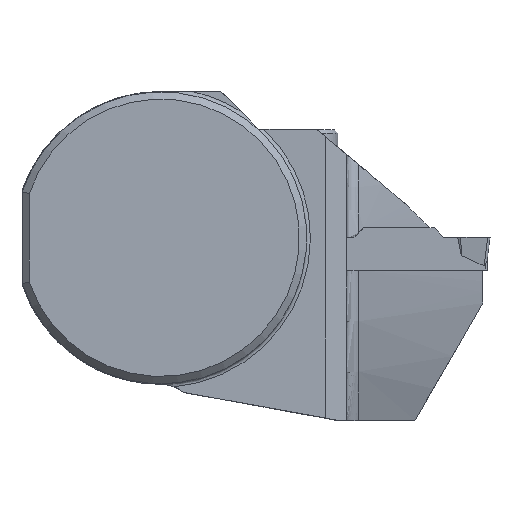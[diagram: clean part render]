
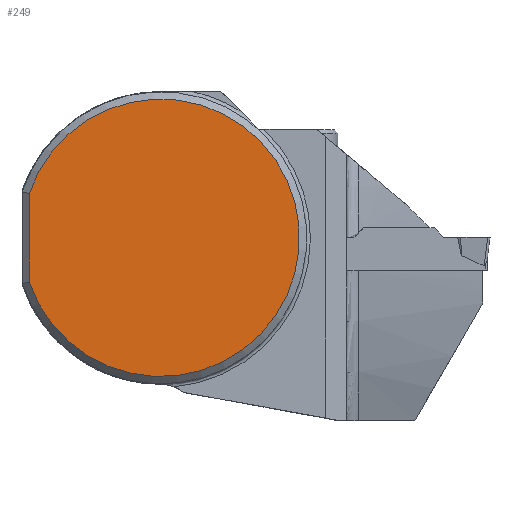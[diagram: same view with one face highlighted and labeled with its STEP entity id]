
A CAD part, top view. The second image highlights one B-rep face of the part: STEP entity #249.
In plain terms, the highlighted planar face has unit normal (0, 0, 1).
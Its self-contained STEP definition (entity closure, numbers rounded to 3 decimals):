
#139=FACE_OUTER_BOUND('',#377,.T.);
#216=CIRCLE('',#1633,19.);
#249=ADVANCED_FACE('',(#139),#321,.F.);
#321=PLANE('',#1634);
#377=EDGE_LOOP('',(#588,#589));
#588=ORIENTED_EDGE('',*,*,#1141,.F.);
#589=ORIENTED_EDGE('',*,*,#1142,.T.);
#991=VERTEX_POINT('',#2352);
#992=VERTEX_POINT('',#2353);
#1141=EDGE_CURVE('',#991,#992,#1314,.T.);
#1142=EDGE_CURVE('',#991,#992,#216,.T.);
#1314=LINE('',#2351,#1438);
#1438=VECTOR('',#1854,1.);
#1633=AXIS2_PLACEMENT_3D('',#2354,#1855,#1856);
#1634=AXIS2_PLACEMENT_3D('',#2355,#1857,#1858);
#1854=DIRECTION('',(0.,1.,0.));
#1855=DIRECTION('',(0.,0.,1.));
#1856=DIRECTION('',(1.,0.,0.));
#1857=DIRECTION('',(0.,0.,-1.));
#1858=DIRECTION('',(1.,0.,0.));
#2351=CARTESIAN_POINT('',(-18.,0.,0.325));
#2352=CARTESIAN_POINT('',(-18.,-6.083,0.325));
#2353=CARTESIAN_POINT('',(-18.,6.083,0.325));
#2354=CARTESIAN_POINT('',(0.,0.,0.325));
#2355=CARTESIAN_POINT('',(0.,0.,0.325));
